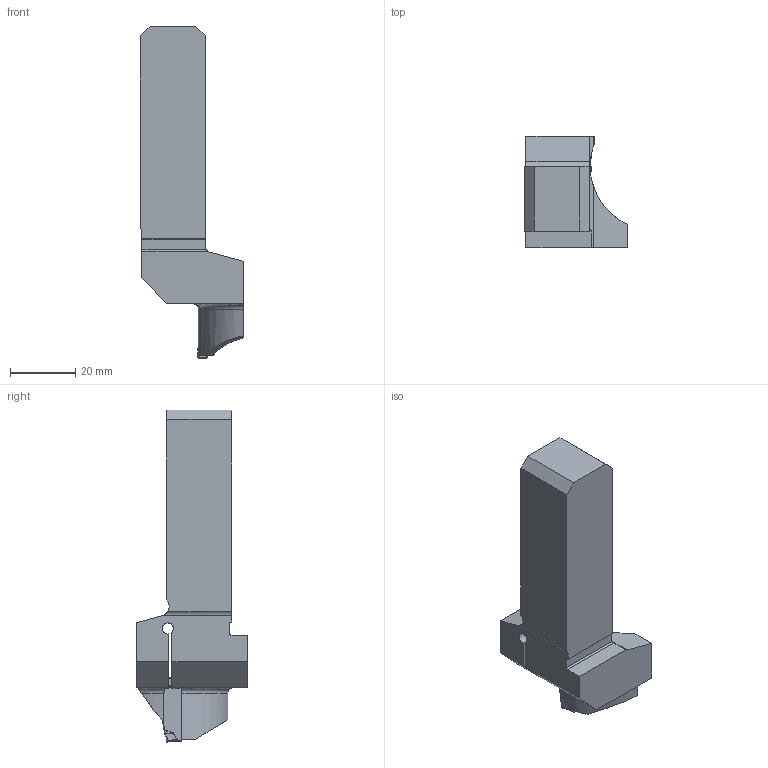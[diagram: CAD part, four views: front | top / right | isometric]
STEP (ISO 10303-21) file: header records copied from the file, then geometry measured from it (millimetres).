
FILE_DESCRIPTION(/* description */ (''),/* implementation_level */ '2;1');
FILE_NAME(/* name */ 'TOOLASSEMBLY_1.STP',/* time_stamp */ '2022-12-21T08:18:06+01:00',/* author */ (''),/* organization */ ('SMS'),/* preprocessor_version */ 'ST-DEVELOPER v16.7',/* originating_system */ 'SIEMENS PLM Software NX 12.0',/* authorisation */ '');
FILE_SCHEMA (('AUTOMOTIVE_DESIGN { 1 0 10303 214 3 1 1 1 }'));
Length unit declared in the file: millimetre
Products named in the file (4): ASSEMBLY_CONSTRUCTION; CUT_20221221081709; NOCUT_20221221081617; TOOLASSEMBLY_1
Assembly tree (3 placements, depth 2):
  TOOLASSEMBLY_1
    NOCUT_20221221081617
    CUT_20221221081709
    ASSEMBLY_CONSTRUCTION
Bounding box: 31.68 x 34.29 x 101.79 mm (x, y, z)
Volume: 40355.4 mm3; surface area: 10575.6 mm2
Topology: 2 solids, 2 shells, 122 faces, 327 edges, 213 vertices
Faces by surface type: plane 60, bspline 32, cylinder 28, torus 2
Entity records: 5062 total; most frequent: CARTESIAN_POINT 2121, ORIENTED_EDGE 652, DIRECTION 510, EDGE_CURVE 326, VERTEX_POINT 208, AXIS2_PLACEMENT_3D 172, LINE 166, VECTOR 166
